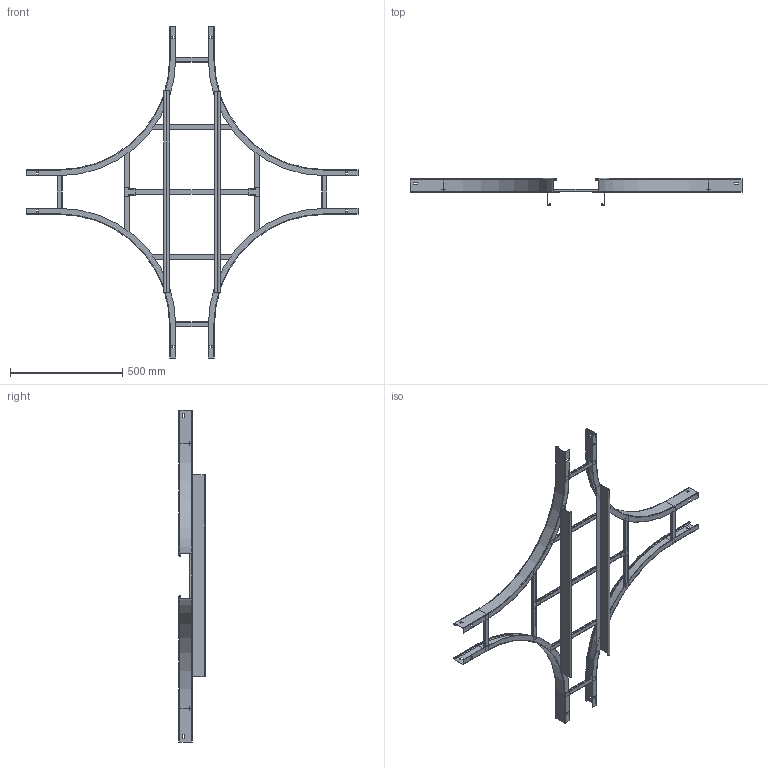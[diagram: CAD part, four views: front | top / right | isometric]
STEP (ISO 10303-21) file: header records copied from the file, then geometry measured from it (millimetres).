
FILE_DESCRIPTION((''),'2;1');
FILE_NAME('6214029_ASM','2013-01-08T',('AndreasKeweloh'),(''),'PRO/ENGINEER BY PARAMETRIC TECHNOLOGY CORPORATION, 2012230','PRO/ENGINEER BY PARAMETRIC TECHNOLOGY CORPORATION, 2012230','');
FILE_SCHEMA(('CONFIG_CONTROL_DESIGN'));
Length unit declared in the file: millimetre
Products named in the file (7): 6214029INNENHOLM; 6214029ST_S_TZHOLM; 6214029_SPR_1; 6214029_SPR_2; 6214029_SPR_4; 6214029AUFLAGEBLECH; 6214029_ASM
Assembly tree (17 placements, depth 2):
  6214029_ASM
    6214029INNENHOLM  x4
    6214029ST_S_TZHOLM  x2
    6214029_SPR_1  x4
    6214029_SPR_2  x4
    6214029_SPR_4
    6214029AUFLAGEBLECH  x2
Bounding box: 1480 x 120 x 1480 mm (x, y, z)
Volume: 1062713.6 mm3; surface area: 1489645.6 mm2
Topology: 17 solids, 17 shells, 572 faces, 1562 edges, 1024 vertices
Faces by surface type: plane 318, cylinder 224, torus 16, bspline 14
Entity records: 6547 total; most frequent: CARTESIAN_POINT 1397, DIRECTION 1067, ORIENTED_EDGE 1034, EDGE_CURVE 517, VECTOR 359, LINE 359, AXIS2_PLACEMENT_3D 354, VERTEX_POINT 340
